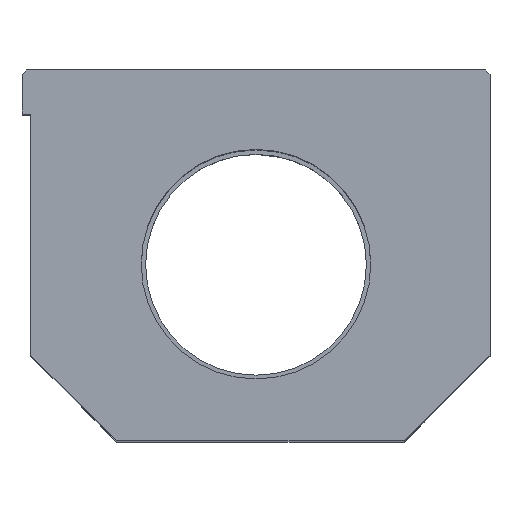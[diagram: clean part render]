
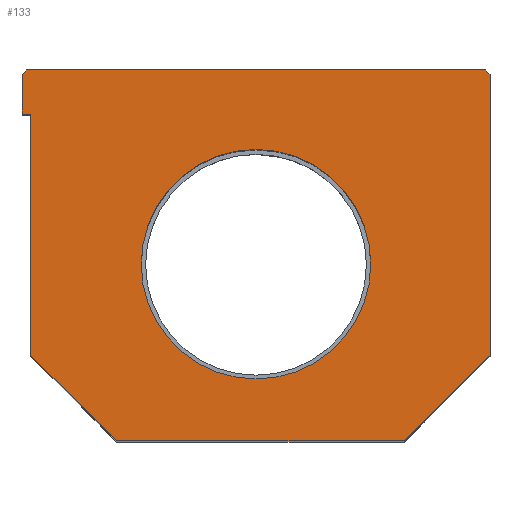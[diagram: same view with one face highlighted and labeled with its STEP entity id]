
A CAD part, top view. The second image highlights one B-rep face of the part: STEP entity #133.
In plain terms, the highlighted planar face has unit normal (0, 0, 1).
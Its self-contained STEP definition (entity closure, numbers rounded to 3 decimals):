
#133 = ADVANCED_FACE( '', ( #307, #308 ), #309, .T. );
#307 = FACE_OUTER_BOUND( '', #522, .T. );
#308 = FACE_BOUND( '', #523, .T. );
#309 = PLANE( '', #524 );
#522 = EDGE_LOOP( '', ( #845, #846, #847, #848, #849, #850, #851, #852, #853, #854 ) );
#523 = EDGE_LOOP( '', ( #855 ) );
#524 = AXIS2_PLACEMENT_3D( '', #856, #857, #858 );
#845 = ORIENTED_EDGE( '', *, *, #1218, .T. );
#846 = ORIENTED_EDGE( '', *, *, #1219, .T. );
#847 = ORIENTED_EDGE( '', *, *, #1220, .T. );
#848 = ORIENTED_EDGE( '', *, *, #1221, .T. );
#849 = ORIENTED_EDGE( '', *, *, #1166, .T. );
#850 = ORIENTED_EDGE( '', *, *, #1162, .T. );
#851 = ORIENTED_EDGE( '', *, *, #1222, .T. );
#852 = ORIENTED_EDGE( '', *, *, #1223, .T. );
#853 = ORIENTED_EDGE( '', *, *, #1184, .T. );
#854 = ORIENTED_EDGE( '', *, *, #1224, .T. );
#855 = ORIENTED_EDGE( '', *, *, #1225, .T. );
#856 = CARTESIAN_POINT( '', ( 0., 0., 84. ) );
#857 = DIRECTION( '', ( 0., 0., 1. ) );
#858 = DIRECTION( '', ( 1., 0., 0. ) );
#1162 = EDGE_CURVE( '', #1383, #1381, #1384, .T. );
#1166 = EDGE_CURVE( '', #1388, #1383, #1389, .T. );
#1184 = EDGE_CURVE( '', #1418, #1416, #1419, .T. );
#1218 = EDGE_CURVE( '', #1471, #1472, #1473, .T. );
#1219 = EDGE_CURVE( '', #1472, #1474, #1475, .T. );
#1220 = EDGE_CURVE( '', #1474, #1476, #1477, .T. );
#1221 = EDGE_CURVE( '', #1476, #1388, #1478, .T. );
#1222 = EDGE_CURVE( '', #1381, #1479, #1480, .T. );
#1223 = EDGE_CURVE( '', #1479, #1418, #1481, .T. );
#1224 = EDGE_CURVE( '', #1416, #1471, #1482, .T. );
#1225 = EDGE_CURVE( '', #1483, #1483, #1484, .T. );
#1381 = VERTEX_POINT( '', #1727 );
#1383 = VERTEX_POINT( '', #1730 );
#1384 = LINE( '', #1731, #1732 );
#1388 = VERTEX_POINT( '', #1737 );
#1389 = LINE( '', #1738, #1739 );
#1416 = VERTEX_POINT( '', #1770 );
#1418 = VERTEX_POINT( '', #1773 );
#1419 = LINE( '', #1774, #1775 );
#1471 = VERTEX_POINT( '', #1846 );
#1472 = VERTEX_POINT( '', #1847 );
#1473 = LINE( '', #1848, #1849 );
#1474 = VERTEX_POINT( '', #1850 );
#1475 = LINE( '', #1851, #1852 );
#1476 = VERTEX_POINT( '', #1853 );
#1477 = LINE( '', #1854, #1855 );
#1478 = LINE( '', #1856, #1857 );
#1479 = VERTEX_POINT( '', #1858 );
#1480 = LINE( '', #1859, #1860 );
#1481 = LINE( '', #1861, #1862 );
#1482 = LINE( '', #1863, #1864 );
#1483 = VERTEX_POINT( '', #1865 );
#1484 = CIRCLE( '', #1866, 13. );
#1727 = CARTESIAN_POINT( '', ( 16.8, 0., 84. ) );
#1730 = CARTESIAN_POINT( '', ( -15.8, 0., 84. ) );
#1731 = CARTESIAN_POINT( '', ( -15.8, 0., 84. ) );
#1732 = VECTOR( '', #2033, 1000. );
#1737 = CARTESIAN_POINT( '', ( -25.5, 9.7, 84. ) );
#1738 = CARTESIAN_POINT( '', ( -25.5, 9.7, 84. ) );
#1739 = VECTOR( '', #2038, 1000. );
#1770 = CARTESIAN_POINT( '', ( 26., 42., 84. ) );
#1773 = CARTESIAN_POINT( '', ( 26.5, 41.5, 84. ) );
#1774 = CARTESIAN_POINT( '', ( 26.5, 41.5, 84. ) );
#1775 = VECTOR( '', #2065, 1000. );
#1846 = CARTESIAN_POINT( '', ( -26., 42., 84. ) );
#1847 = CARTESIAN_POINT( '', ( -26.5, 41.5, 84. ) );
#1848 = CARTESIAN_POINT( '', ( -26., 42., 84. ) );
#1849 = VECTOR( '', #2103, 1000. );
#1850 = CARTESIAN_POINT( '', ( -26.5, 37., 84. ) );
#1851 = CARTESIAN_POINT( '', ( -26.5, 41.5, 84. ) );
#1852 = VECTOR( '', #2104, 1000. );
#1853 = CARTESIAN_POINT( '', ( -25.5, 37., 84. ) );
#1854 = CARTESIAN_POINT( '', ( -26.5, 37., 84. ) );
#1855 = VECTOR( '', #2105, 1000. );
#1856 = CARTESIAN_POINT( '', ( -25.5, 37., 84. ) );
#1857 = VECTOR( '', #2106, 1000. );
#1858 = CARTESIAN_POINT( '', ( 26.5, 9.7, 84. ) );
#1859 = CARTESIAN_POINT( '', ( 16.8, 0., 84. ) );
#1860 = VECTOR( '', #2107, 1000. );
#1861 = CARTESIAN_POINT( '', ( 26.5, 9.7, 84. ) );
#1862 = VECTOR( '', #2108, 1000. );
#1863 = CARTESIAN_POINT( '', ( 26., 42., 84. ) );
#1864 = VECTOR( '', #2109, 1000. );
#1865 = CARTESIAN_POINT( '', ( -13., 20., 84. ) );
#1866 = AXIS2_PLACEMENT_3D( '', #2110, #2111, #2112 );
#2033 = DIRECTION( '', ( 1., 0., 0. ) );
#2038 = DIRECTION( '', ( 0.707, -0.707, 0. ) );
#2065 = DIRECTION( '', ( -0.707, 0.707, 0. ) );
#2103 = DIRECTION( '', ( -0.707, -0.707, 0. ) );
#2104 = DIRECTION( '', ( 0., -1., 0. ) );
#2105 = DIRECTION( '', ( 1., 0., 0. ) );
#2106 = DIRECTION( '', ( 0., -1., 0. ) );
#2107 = DIRECTION( '', ( 0.707, 0.707, 0. ) );
#2108 = DIRECTION( '', ( 0., 1., 0. ) );
#2109 = DIRECTION( '', ( -1., 0., 0. ) );
#2110 = CARTESIAN_POINT( '', ( 0., 20., 84. ) );
#2111 = DIRECTION( '', ( 0., 0., -1. ) );
#2112 = DIRECTION( '', ( -1., 0., 0. ) );
